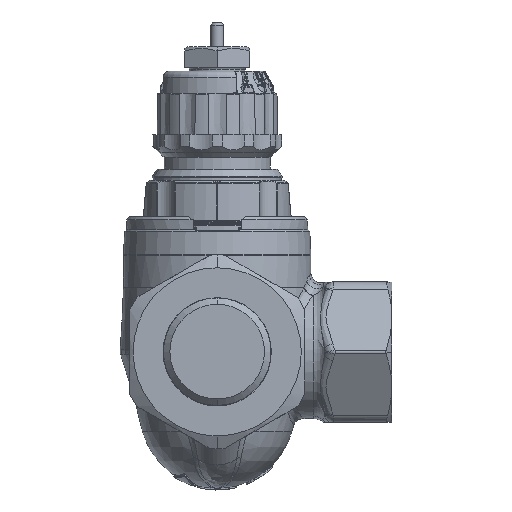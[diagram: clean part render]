
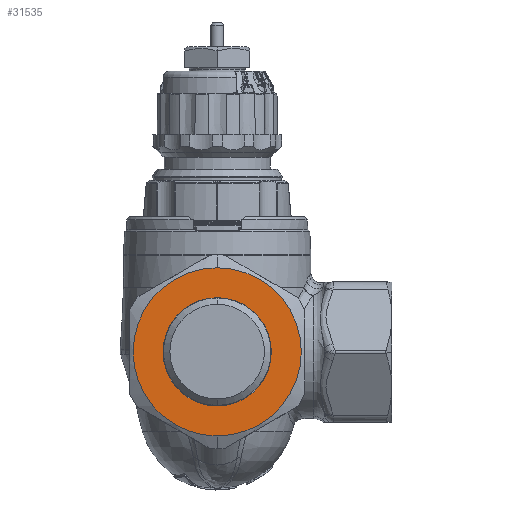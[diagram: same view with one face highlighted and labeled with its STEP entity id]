
A CAD part, top view. The second image highlights one B-rep face of the part: STEP entity #31535.
In plain terms, the highlighted planar face has unit normal (0, 0, 1).
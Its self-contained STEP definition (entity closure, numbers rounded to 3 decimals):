
#4797=CARTESIAN_POINT('',(0.,0.,33.3));
#4798=DIRECTION('',(0.,0.,1.));
#4799=DIRECTION('',(0.,1.,0.));
#4800=AXIS2_PLACEMENT_3D('',#4797,#4798,#4799);
#4802=CARTESIAN_POINT('',(0.,0.,33.3));
#4803=DIRECTION('',(0.,0.,1.));
#4804=DIRECTION('',(0.,-1.,0.));
#4805=AXIS2_PLACEMENT_3D('',#4802,#4803,#4804);
#4855=CARTESIAN_POINT('',(0.,0.,33.3));
#4856=DIRECTION('',(0.,0.,-1.));
#4857=DIRECTION('',(1.,0.,0.));
#4858=AXIS2_PLACEMENT_3D('',#4855,#4856,#4857);
#4860=CARTESIAN_POINT('',(0.,0.,33.3));
#4861=DIRECTION('',(0.,0.,-1.));
#4862=DIRECTION('',(-1.,0.,0.));
#4863=AXIS2_PLACEMENT_3D('',#4860,#4861,#4862);
#19898=CARTESIAN_POINT('',(0.,13.,33.3));
#19899=CARTESIAN_POINT('',(0.,-13.,33.3));
#19900=VERTEX_POINT('',#19898);
#19901=VERTEX_POINT('',#19899);
#21384=CARTESIAN_POINT('',(8.25,0.,33.3));
#21385=CARTESIAN_POINT('',(-8.25,0.,33.3));
#21386=VERTEX_POINT('',#21384);
#21387=VERTEX_POINT('',#21385);
#31519=CARTESIAN_POINT('',(0.,0.,33.3));
#31520=DIRECTION('',(0.,0.,-1.));
#31521=DIRECTION('',(-1.,0.,0.));
#31522=AXIS2_PLACEMENT_3D('',#31519,#31520,#31521);
#31523=PLANE('',#31522);
#31525=ORIENTED_EDGE('',*,*,#31524,.F.);
#31526=ORIENTED_EDGE('',*,*,#31502,.F.);
#31527=EDGE_LOOP('',(#31525,#31526));
#31528=FACE_OUTER_BOUND('',#31527,.F.);
#31530=ORIENTED_EDGE('',*,*,#31529,.F.);
#31532=ORIENTED_EDGE('',*,*,#31531,.F.);
#31533=EDGE_LOOP('',(#31530,#31532));
#31534=FACE_BOUND('',#31533,.F.);
#4801=CIRCLE('',#4800,13.);
#4806=CIRCLE('',#4805,13.);
#4859=CIRCLE('',#4858,8.25);
#4864=CIRCLE('',#4863,8.25);
#31502=EDGE_CURVE('',#19901,#19900,#4806,.T.);
#31524=EDGE_CURVE('',#19900,#19901,#4801,.T.);
#31529=EDGE_CURVE('',#21386,#21387,#4859,.T.);
#31531=EDGE_CURVE('',#21387,#21386,#4864,.T.);
#31535=ADVANCED_FACE('',(#31528,#31534),#31523,.F.);
